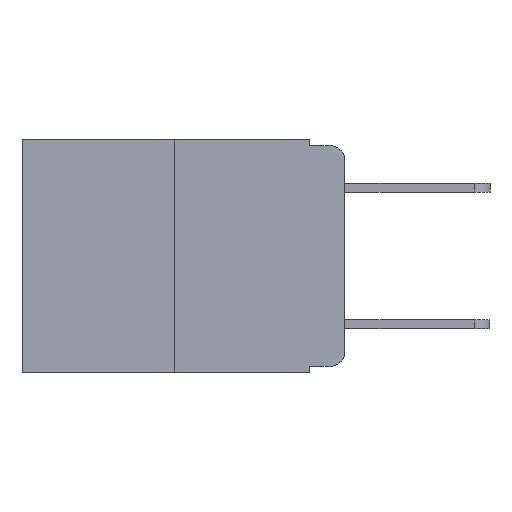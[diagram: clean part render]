
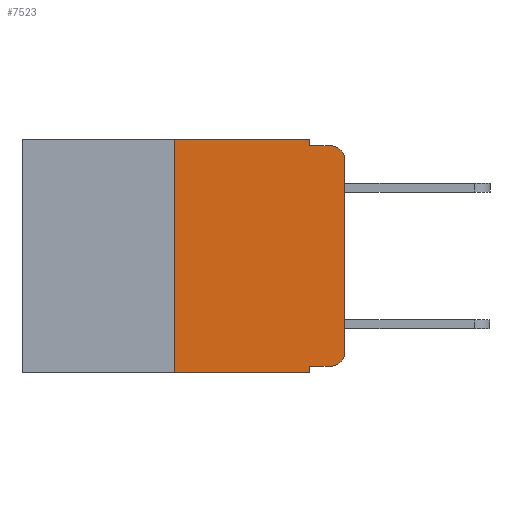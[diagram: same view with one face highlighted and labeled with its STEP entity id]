
A CAD part, left-side view. The second image highlights one B-rep face of the part: STEP entity #7523.
In plain terms, the highlighted planar face has unit normal (-1, 0, 0).
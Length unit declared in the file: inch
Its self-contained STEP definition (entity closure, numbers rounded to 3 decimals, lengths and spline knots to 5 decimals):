
#67 = ORIENTED_EDGE ( 'NONE', *, *, #15475, .F. ) ;
#357 = CARTESIAN_POINT ( 'NONE',  ( 0., 0.02, -0.03 ) ) ;
#813 = EDGE_CURVE ( 'NONE', #6190, #5881, #5766, .T. ) ;
#1060 = ORIENTED_EDGE ( 'NONE', *, *, #13471, .T. ) ;
#1170 = VERTEX_POINT ( 'NONE', #14319 ) ;
#1685 = AXIS2_PLACEMENT_3D ( 'NONE', #357, #2101, #1987 ) ;
#1702 = VERTEX_POINT ( 'NONE', #8485 ) ;
#1919 = VERTEX_POINT ( 'NONE', #9479 ) ;
#1987 = DIRECTION ( 'NONE',  ( 0., 0., -1. ) ) ;
#2101 = DIRECTION ( 'NONE',  ( -1., 0., 0. ) ) ;
#2268 = ORIENTED_EDGE ( 'NONE', *, *, #17514, .T. ) ;
#2665 = CIRCLE ( 'NONE', #20399, 0.02 ) ;
#2668 = LINE ( 'NONE', #7433, #16692 ) ;
#2971 = ORIENTED_EDGE ( 'NONE', *, *, #3459, .T. ) ;
#3149 = ORIENTED_EDGE ( 'NONE', *, *, #14226, .F. ) ;
#3459 = EDGE_CURVE ( 'NONE', #13974, #5881, #12309, .T. ) ;
#3581 = ORIENTED_EDGE ( 'NONE', *, *, #6483, .T. ) ;
#3661 = CARTESIAN_POINT ( 'NONE',  ( 0., 0.02, -0.01 ) ) ;
#3859 = VECTOR ( 'NONE', #16711, 39.37008 ) ;
#3934 = EDGE_CURVE ( 'NONE', #1702, #1170, #2665, .T. ) ;
#4393 = CARTESIAN_POINT ( 'NONE',  ( 0., 0.051, -0.333 ) ) ;
#4470 = VERTEX_POINT ( 'NONE', #12382 ) ;
#4755 = CARTESIAN_POINT ( 'NONE',  ( 0., 0., -0.03 ) ) ;
#4992 = ORIENTED_EDGE ( 'NONE', *, *, #813, .F. ) ;
#5166 = VECTOR ( 'NONE', #18994, 39.37008 ) ;
#5473 = VECTOR ( 'NONE', #21106, 39.37008 ) ;
#5766 = LINE ( 'NONE', #12709, #5166 ) ;
#5794 = DIRECTION ( 'NONE',  ( -1., 0., 0. ) ) ;
#5881 = VERTEX_POINT ( 'NONE', #3661 ) ;
#5956 = LINE ( 'NONE', #16633, #19927 ) ;
#6190 = VERTEX_POINT ( 'NONE', #15924 ) ;
#6483 = EDGE_CURVE ( 'NONE', #21993, #1702, #5956, .T. ) ;
#6754 = EDGE_CURVE ( 'NONE', #14532, #21286, #10182, .T. ) ;
#7126 = DIRECTION ( 'NONE',  ( 0., -1., 0. ) ) ;
#7318 = PLANE ( 'NONE',  #20241 ) ;
#7433 = CARTESIAN_POINT ( 'NONE',  ( 0., 0.051, 0. ) ) ;
#7523 = ADVANCED_FACE ( 'NONE', ( #8006 ), #7318, .F. ) ;
#8006 = FACE_OUTER_BOUND ( 'NONE', #13159, .T. ) ;
#8485 = CARTESIAN_POINT ( 'NONE',  ( 0., 0.02, -0.333 ) ) ;
#8898 = ORIENTED_EDGE ( 'NONE', *, *, #24193, .F. ) ;
#9248 = DIRECTION ( 'NONE',  ( 1., 0., 0. ) ) ;
#9310 = ORIENTED_EDGE ( 'NONE', *, *, #3934, .T. ) ;
#9382 = DIRECTION ( 'NONE',  ( 0., 0., -1. ) ) ;
#9479 = CARTESIAN_POINT ( 'NONE',  ( 0., 0.25, -0.343 ) ) ;
#9549 = VECTOR ( 'NONE', #19356, 39.37008 ) ;
#9677 = VECTOR ( 'NONE', #12386, 39.37008 ) ;
#9926 = ORIENTED_EDGE ( 'NONE', *, *, #6754, .F. ) ;
#10182 = LINE ( 'NONE', #19206, #9549 ) ;
#10450 = CARTESIAN_POINT ( 'NONE',  ( 0., 0.051, 0. ) ) ;
#10922 = CARTESIAN_POINT ( 'NONE',  ( 0., 0., 0. ) ) ;
#12309 = CIRCLE ( 'NONE', #1685, 0.02 ) ;
#12382 = CARTESIAN_POINT ( 'NONE',  ( 0., 0.051, -0.343 ) ) ;
#12386 = DIRECTION ( 'NONE',  ( 0., 0., -1. ) ) ;
#12709 = CARTESIAN_POINT ( 'NONE',  ( 0., 0.051, -0.01 ) ) ;
#12866 = DIRECTION ( 'NONE',  ( 0., 0., -1. ) ) ;
#13071 = CARTESIAN_POINT ( 'NONE',  ( 0., 0.473, 0. ) ) ;
#13159 = EDGE_LOOP ( 'NONE', ( #2268, #2971, #4992, #8898, #9926, #67, #1060, #3149, #3581, #9310 ) ) ;
#13471 = EDGE_CURVE ( 'NONE', #1919, #4470, #23984, .T. ) ;
#13974 = VERTEX_POINT ( 'NONE', #4755 ) ;
#14226 = EDGE_CURVE ( 'NONE', #21993, #4470, #2668, .T. ) ;
#14279 = CARTESIAN_POINT ( 'NONE',  ( 0., 0.051, 0. ) ) ;
#14319 = CARTESIAN_POINT ( 'NONE',  ( 0., 0., -0.313 ) ) ;
#14422 = VECTOR ( 'NONE', #14747, 39.37008 ) ;
#14532 = VERTEX_POINT ( 'NONE', #20049 ) ;
#14747 = DIRECTION ( 'NONE',  ( 0., 0., 1. ) ) ;
#14848 = CARTESIAN_POINT ( 'NONE',  ( 0., 0.473, -0.343 ) ) ;
#15475 = EDGE_CURVE ( 'NONE', #1919, #14532, #20660, .T. ) ;
#15857 = CARTESIAN_POINT ( 'NONE',  ( 0., 0.02, -0.313 ) ) ;
#15924 = CARTESIAN_POINT ( 'NONE',  ( 0., 0.051, -0.01 ) ) ;
#16633 = CARTESIAN_POINT ( 'NONE',  ( 0., 0.051, -0.333 ) ) ;
#16692 = VECTOR ( 'NONE', #9382, 39.37008 ) ;
#16711 = DIRECTION ( 'NONE',  ( 0., -1., 0. ) ) ;
#17514 = EDGE_CURVE ( 'NONE', #1170, #13974, #19430, .T. ) ;
#18994 = DIRECTION ( 'NONE',  ( 0., -1., 0. ) ) ;
#19206 = CARTESIAN_POINT ( 'NONE',  ( 0., 0.473, 0. ) ) ;
#19241 = CARTESIAN_POINT ( 'NONE',  ( 0., 0.25, 0. ) ) ;
#19356 = DIRECTION ( 'NONE',  ( 0., -1., 0. ) ) ;
#19430 = LINE ( 'NONE', #10922, #14422 ) ;
#19927 = VECTOR ( 'NONE', #7126, 39.37008 ) ;
#20049 = CARTESIAN_POINT ( 'NONE',  ( 0., 0.25, 0. ) ) ;
#20241 = AXIS2_PLACEMENT_3D ( 'NONE', #13071, #9248, #22466 ) ;
#20399 = AXIS2_PLACEMENT_3D ( 'NONE', #15857, #5794, #12866 ) ;
#20660 = LINE ( 'NONE', #19241, #5473 ) ;
#21106 = DIRECTION ( 'NONE',  ( 0., 0., 1. ) ) ;
#21286 = VERTEX_POINT ( 'NONE', #14279 ) ;
#21993 = VERTEX_POINT ( 'NONE', #4393 ) ;
#22466 = DIRECTION ( 'NONE',  ( 0., 0., -1. ) ) ;
#23984 = LINE ( 'NONE', #14848, #3859 ) ;
#24193 = EDGE_CURVE ( 'NONE', #21286, #6190, #24644, .T. ) ;
#24644 = LINE ( 'NONE', #10450, #9677 ) ;
